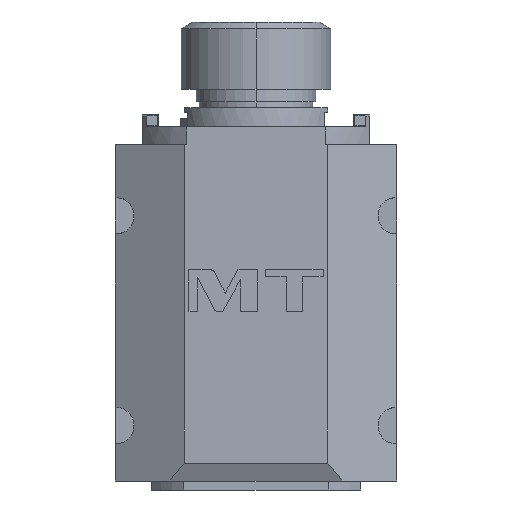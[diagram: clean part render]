
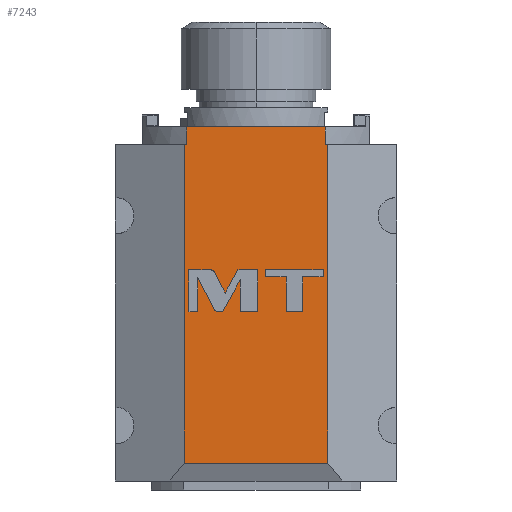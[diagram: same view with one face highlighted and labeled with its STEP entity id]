
A CAD part, left-side view. The second image highlights one B-rep face of the part: STEP entity #7243.
In plain terms, the highlighted planar face has unit normal (-1, 0, 0).
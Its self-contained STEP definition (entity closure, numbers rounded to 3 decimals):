
#952=DIRECTION('',(0.,0.,1.));
#953=VECTOR('',#952,6.);
#954=CARTESIAN_POINT('',(-123.,23.157,58.7));
#955=LINE('',#954,#953);
#1036=DIRECTION('',(0.,0.,1.));
#1037=VECTOR('',#1036,6.);
#1038=CARTESIAN_POINT('',(-123.,-23.157,58.7));
#1039=LINE('',#1038,#1037);
#1053=DIRECTION('',(0.,-1.,0.));
#1054=VECTOR('',#1053,0.843);
#1055=CARTESIAN_POINT('',(-123.,24.,58.7));
#1056=LINE('',#1055,#1054);
#1057=DIRECTION('',(0.,1.,0.));
#1058=VECTOR('',#1057,46.314);
#1059=CARTESIAN_POINT('',(-123.,-23.157,64.7));
#1060=LINE('',#1059,#1058);
#1061=DIRECTION('',(0.,-1.,0.));
#1062=VECTOR('',#1061,0.843);
#1063=CARTESIAN_POINT('',(-123.,-23.157,58.7));
#1064=LINE('',#1063,#1062);
#1065=DIRECTION('',(0.,0.,1.));
#1066=VECTOR('',#1065,106.2);
#1067=CARTESIAN_POINT('',(-123.,-24.,-47.5));
#1068=LINE('',#1067,#1066);
#1069=DIRECTION('',(0.,1.,0.));
#1070=VECTOR('',#1069,48.);
#1071=CARTESIAN_POINT('',(-123.,-24.,-47.5));
#1072=LINE('',#1071,#1070);
#1073=DIRECTION('',(0.,0.,1.));
#1074=VECTOR('',#1073,106.2);
#1075=CARTESIAN_POINT('',(-123.,24.,-47.5));
#1076=LINE('',#1075,#1074);
#1077=CARTESIAN_POINT('',(-123.,13.841,16.089));
#1078=CARTESIAN_POINT('',(-123.,14.131,16.651));
#1079=CARTESIAN_POINT('',(-123.,14.705,17.));
#1080=CARTESIAN_POINT('',(-123.,15.337,17.));
#1082=DIRECTION('',(0.,1.,0.));
#1083=VECTOR('',#1082,7.038);
#1084=CARTESIAN_POINT('',(-123.,15.337,17.));
#1085=LINE('',#1084,#1083);
#1086=DIRECTION('',(0.,0.,-1.));
#1087=VECTOR('',#1086,14.);
#1088=CARTESIAN_POINT('',(-123.,22.375,17.));
#1089=LINE('',#1088,#1087);
#1090=DIRECTION('',(0.,-1.,0.));
#1091=VECTOR('',#1090,2.912);
#1092=CARTESIAN_POINT('',(-123.,22.375,3.));
#1093=LINE('',#1092,#1091);
#1094=DIRECTION('',(0.,0.,1.));
#1095=VECTOR('',#1094,11.341);
#1096=CARTESIAN_POINT('',(-123.,19.463,3.));
#1097=LINE('',#1096,#1095);
#1098=DIRECTION('',(0.,-0.459,-0.888));
#1099=VECTOR('',#1098,11.742);
#1100=CARTESIAN_POINT('',(-123.,19.463,14.341));
#1101=LINE('',#1100,#1099);
#1102=CARTESIAN_POINT('',(-123.,14.07,3.911));
#1103=CARTESIAN_POINT('',(-123.,13.779,3.348));
#1104=CARTESIAN_POINT('',(-123.,13.204,3.));
#1105=CARTESIAN_POINT('',(-123.,12.57,3.));
#1107=DIRECTION('',(0.,-1.,0.));
#1108=VECTOR('',#1107,1.46);
#1109=CARTESIAN_POINT('',(-123.,12.57,3.));
#1110=LINE('',#1109,#1108);
#1111=DIRECTION('',(0.,-0.481,0.877));
#1112=VECTOR('',#1111,12.147);
#1113=CARTESIAN_POINT('',(-123.,11.11,3.));
#1114=LINE('',#1113,#1112);
#1115=DIRECTION('',(0.,0.,-1.));
#1116=VECTOR('',#1115,10.648);
#1117=CARTESIAN_POINT('',(-123.,5.265,13.648));
#1118=LINE('',#1117,#1116);
#1119=DIRECTION('',(0.,-1.,0.));
#1120=VECTOR('',#1119,5.891);
#1121=CARTESIAN_POINT('',(-123.,5.265,3.));
#1122=LINE('',#1121,#1120);
#1123=DIRECTION('',(0.,0.,1.));
#1124=VECTOR('',#1123,14.);
#1125=CARTESIAN_POINT('',(-123.,-0.626,3.));
#1126=LINE('',#1125,#1124);
#1127=DIRECTION('',(0.,1.,0.));
#1128=VECTOR('',#1127,6.642);
#1129=CARTESIAN_POINT('',(-123.,-0.626,17.));
#1130=LINE('',#1129,#1128);
#1131=DIRECTION('',(0.,0.481,-0.877));
#1132=VECTOR('',#1131,8.878);
#1133=CARTESIAN_POINT('',(-123.,6.016,17.));
#1134=LINE('',#1133,#1132);
#1135=DIRECTION('',(0.,0.459,0.888));
#1136=VECTOR('',#1135,7.735);
#1137=CARTESIAN_POINT('',(-123.,10.288,9.218));
#1138=LINE('',#1137,#1136);
#1139=DIRECTION('',(0.,0.,-1.));
#1140=VECTOR('',#1139,11.616);
#1141=CARTESIAN_POINT('',(-123.,-10.041,14.616));
#1142=LINE('',#1141,#1140);
#1143=DIRECTION('',(0.,-1.,0.));
#1144=VECTOR('',#1143,5.546);
#1145=CARTESIAN_POINT('',(-123.,-10.041,3.));
#1146=LINE('',#1145,#1144);
#1147=DIRECTION('',(0.,0.,1.));
#1148=VECTOR('',#1147,11.616);
#1149=CARTESIAN_POINT('',(-123.,-15.587,3.));
#1150=LINE('',#1149,#1148);
#1151=DIRECTION('',(0.,-1.,0.));
#1152=VECTOR('',#1151,6.787);
#1153=CARTESIAN_POINT('',(-123.,-15.587,14.616));
#1154=LINE('',#1153,#1152);
#1155=DIRECTION('',(0.,0.,1.));
#1156=VECTOR('',#1155,2.384);
#1157=CARTESIAN_POINT('',(-123.,-22.374,14.616));
#1158=LINE('',#1157,#1156);
#1159=DIRECTION('',(0.,1.,0.));
#1160=VECTOR('',#1159,19.12);
#1161=CARTESIAN_POINT('',(-123.,-22.374,17.));
#1162=LINE('',#1161,#1160);
#1163=DIRECTION('',(0.,0.,-1.));
#1164=VECTOR('',#1163,2.384);
#1165=CARTESIAN_POINT('',(-123.,-3.254,17.));
#1166=LINE('',#1165,#1164);
#1167=DIRECTION('',(0.,-1.,0.));
#1168=VECTOR('',#1167,6.787);
#1169=CARTESIAN_POINT('',(-123.,-3.254,14.616));
#1170=LINE('',#1169,#1168);
#5024=CARTESIAN_POINT('',(-123.,24.,58.7));
#5026=VERTEX_POINT('',#5024);
#5028=CARTESIAN_POINT('',(-123.,-24.,58.7));
#5030=VERTEX_POINT('',#5028);
#5075=CARTESIAN_POINT('',(-123.,-24.,-47.5));
#5076=CARTESIAN_POINT('',(-123.,24.,-47.5));
#5077=VERTEX_POINT('',#5075);
#5078=VERTEX_POINT('',#5076);
#5764=CARTESIAN_POINT('',(-123.,-23.157,64.7));
#5765=CARTESIAN_POINT('',(-123.,23.157,64.7));
#5766=VERTEX_POINT('',#5764);
#5767=VERTEX_POINT('',#5765);
#5775=CARTESIAN_POINT('',(-123.,23.157,58.7));
#5777=VERTEX_POINT('',#5775);
#5778=CARTESIAN_POINT('',(-123.,-23.157,58.7));
#5780=VERTEX_POINT('',#5778);
#5957=CARTESIAN_POINT('',(-123.,13.841,16.089));
#5958=VERTEX_POINT('',#5957);
#5959=CARTESIAN_POINT('',(-123.,15.337,17.));
#5960=VERTEX_POINT('',#5959);
#5961=CARTESIAN_POINT('',(-123.,22.375,17.));
#5962=VERTEX_POINT('',#5961);
#5963=CARTESIAN_POINT('',(-123.,22.375,3.));
#5964=VERTEX_POINT('',#5963);
#5965=CARTESIAN_POINT('',(-123.,19.463,3.));
#5966=VERTEX_POINT('',#5965);
#5967=CARTESIAN_POINT('',(-123.,19.463,14.341));
#5968=VERTEX_POINT('',#5967);
#5969=CARTESIAN_POINT('',(-123.,14.07,3.911));
#5970=VERTEX_POINT('',#5969);
#5971=CARTESIAN_POINT('',(-123.,12.57,3.));
#5972=VERTEX_POINT('',#5971);
#5973=CARTESIAN_POINT('',(-123.,11.11,3.));
#5974=VERTEX_POINT('',#5973);
#5975=CARTESIAN_POINT('',(-123.,5.265,13.648));
#5976=VERTEX_POINT('',#5975);
#5977=CARTESIAN_POINT('',(-123.,5.265,3.));
#5978=VERTEX_POINT('',#5977);
#5979=CARTESIAN_POINT('',(-123.,-0.626,3.));
#5980=VERTEX_POINT('',#5979);
#5981=CARTESIAN_POINT('',(-123.,-0.626,17.));
#5982=VERTEX_POINT('',#5981);
#5983=CARTESIAN_POINT('',(-123.,6.016,17.));
#5984=VERTEX_POINT('',#5983);
#5985=CARTESIAN_POINT('',(-123.,10.288,9.218));
#5986=VERTEX_POINT('',#5985);
#5987=CARTESIAN_POINT('',(-123.,-10.041,14.616));
#5988=VERTEX_POINT('',#5987);
#5989=CARTESIAN_POINT('',(-123.,-10.041,3.));
#5990=VERTEX_POINT('',#5989);
#5991=CARTESIAN_POINT('',(-123.,-15.587,3.));
#5992=VERTEX_POINT('',#5991);
#5993=CARTESIAN_POINT('',(-123.,-15.587,14.616));
#5994=VERTEX_POINT('',#5993);
#5995=CARTESIAN_POINT('',(-123.,-22.374,14.616));
#5996=VERTEX_POINT('',#5995);
#5997=CARTESIAN_POINT('',(-123.,-22.374,17.));
#5998=VERTEX_POINT('',#5997);
#5999=CARTESIAN_POINT('',(-123.,-3.254,17.));
#6000=VERTEX_POINT('',#5999);
#6001=CARTESIAN_POINT('',(-123.,-3.254,14.616));
#6002=VERTEX_POINT('',#6001);
#7174=CARTESIAN_POINT('',(-123.,0.,0.));
#7175=DIRECTION('',(1.,0.,0.));
#7176=DIRECTION('',(0.,1.,0.));
#7177=AXIS2_PLACEMENT_3D('',#7174,#7175,#7176);
#7178=PLANE('',#7177);
#7179=ORIENTED_EDGE('',*,*,#6992,.T.);
#7180=ORIENTED_EDGE('',*,*,#7032,.T.);
#7182=ORIENTED_EDGE('',*,*,#7181,.F.);
#7183=ORIENTED_EDGE('',*,*,#7159,.F.);
#7184=ORIENTED_EDGE('',*,*,#7148,.T.);
#7186=ORIENTED_EDGE('',*,*,#7185,.F.);
#7188=ORIENTED_EDGE('',*,*,#7187,.T.);
#7190=ORIENTED_EDGE('',*,*,#7189,.T.);
#7191=EDGE_LOOP('',(#7179,#7180,#7182,#7183,#7184,#7186,#7188,#7190));
#7192=FACE_OUTER_BOUND('',#7191,.F.);
#7194=ORIENTED_EDGE('',*,*,#7193,.T.);
#7196=ORIENTED_EDGE('',*,*,#7195,.T.);
#7198=ORIENTED_EDGE('',*,*,#7197,.T.);
#7200=ORIENTED_EDGE('',*,*,#7199,.T.);
#7202=ORIENTED_EDGE('',*,*,#7201,.T.);
#7204=ORIENTED_EDGE('',*,*,#7203,.T.);
#7206=ORIENTED_EDGE('',*,*,#7205,.T.);
#7208=ORIENTED_EDGE('',*,*,#7207,.T.);
#7210=ORIENTED_EDGE('',*,*,#7209,.T.);
#7212=ORIENTED_EDGE('',*,*,#7211,.T.);
#7214=ORIENTED_EDGE('',*,*,#7213,.T.);
#7216=ORIENTED_EDGE('',*,*,#7215,.T.);
#7218=ORIENTED_EDGE('',*,*,#7217,.T.);
#7220=ORIENTED_EDGE('',*,*,#7219,.T.);
#7222=ORIENTED_EDGE('',*,*,#7221,.T.);
#7223=EDGE_LOOP('',(#7194,#7196,#7198,#7200,#7202,#7204,#7206,#7208,#7210,#7212,
#7214,#7216,#7218,#7220,#7222));
#7224=FACE_BOUND('',#7223,.F.);
#7226=ORIENTED_EDGE('',*,*,#7225,.T.);
#7228=ORIENTED_EDGE('',*,*,#7227,.T.);
#7230=ORIENTED_EDGE('',*,*,#7229,.T.);
#7232=ORIENTED_EDGE('',*,*,#7231,.T.);
#7234=ORIENTED_EDGE('',*,*,#7233,.T.);
#7236=ORIENTED_EDGE('',*,*,#7235,.T.);
#7238=ORIENTED_EDGE('',*,*,#7237,.T.);
#7240=ORIENTED_EDGE('',*,*,#7239,.T.);
#7241=EDGE_LOOP('',(#7226,#7228,#7230,#7232,#7234,#7236,#7238,#7240));
#7242=FACE_BOUND('',#7241,.F.);
#7243=ADVANCED_FACE('',(#7192,#7224,#7242),#7178,.F.);
#1081=B_SPLINE_CURVE_WITH_KNOTS('',3,(#1077,#1078,#1079,#1080),.UNSPECIFIED.,
.F.,.F.,(4,4),(0.,1.),.UNSPECIFIED.);
#1106=B_SPLINE_CURVE_WITH_KNOTS('',3,(#1102,#1103,#1104,#1105),.UNSPECIFIED.,
.F.,.F.,(4,4),(0.,1.),.UNSPECIFIED.);
#6992=EDGE_CURVE('',#5026,#5777,#1056,.T.);
#7032=EDGE_CURVE('',#5777,#5767,#955,.T.);
#7148=EDGE_CURVE('',#5780,#5030,#1064,.T.);
#7159=EDGE_CURVE('',#5780,#5766,#1039,.T.);
#7181=EDGE_CURVE('',#5766,#5767,#1060,.T.);
#7185=EDGE_CURVE('',#5077,#5030,#1068,.T.);
#7187=EDGE_CURVE('',#5077,#5078,#1072,.T.);
#7189=EDGE_CURVE('',#5078,#5026,#1076,.T.);
#7193=EDGE_CURVE('',#5958,#5960,#1081,.T.);
#7195=EDGE_CURVE('',#5960,#5962,#1085,.T.);
#7197=EDGE_CURVE('',#5962,#5964,#1089,.T.);
#7199=EDGE_CURVE('',#5964,#5966,#1093,.T.);
#7201=EDGE_CURVE('',#5966,#5968,#1097,.T.);
#7203=EDGE_CURVE('',#5968,#5970,#1101,.T.);
#7205=EDGE_CURVE('',#5970,#5972,#1106,.T.);
#7207=EDGE_CURVE('',#5972,#5974,#1110,.T.);
#7209=EDGE_CURVE('',#5974,#5976,#1114,.T.);
#7211=EDGE_CURVE('',#5976,#5978,#1118,.T.);
#7213=EDGE_CURVE('',#5978,#5980,#1122,.T.);
#7215=EDGE_CURVE('',#5980,#5982,#1126,.T.);
#7217=EDGE_CURVE('',#5982,#5984,#1130,.T.);
#7219=EDGE_CURVE('',#5984,#5986,#1134,.T.);
#7221=EDGE_CURVE('',#5986,#5958,#1138,.T.);
#7225=EDGE_CURVE('',#5988,#5990,#1142,.T.);
#7227=EDGE_CURVE('',#5990,#5992,#1146,.T.);
#7229=EDGE_CURVE('',#5992,#5994,#1150,.T.);
#7231=EDGE_CURVE('',#5994,#5996,#1154,.T.);
#7233=EDGE_CURVE('',#5996,#5998,#1158,.T.);
#7235=EDGE_CURVE('',#5998,#6000,#1162,.T.);
#7237=EDGE_CURVE('',#6000,#6002,#1166,.T.);
#7239=EDGE_CURVE('',#6002,#5988,#1170,.T.);
